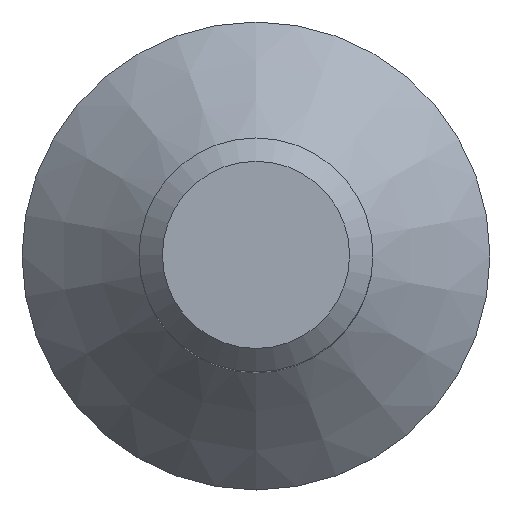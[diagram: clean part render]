
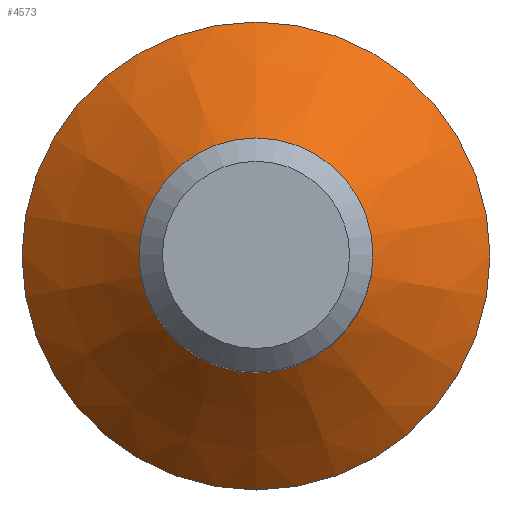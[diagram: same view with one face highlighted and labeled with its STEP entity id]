
A CAD part, top view. The second image highlights one B-rep face of the part: STEP entity #4573.
In plain terms, the highlighted conical face has half-angle 45 degrees and reference radius 6 mm.
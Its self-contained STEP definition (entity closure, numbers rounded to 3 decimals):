
#1334 = VERTEX_POINT ( 'NONE', #7418 ) ;
#2026 = CARTESIAN_POINT ( 'NONE',  ( 0., 0., 3.3 ) ) ;
#2387 = DIRECTION ( 'NONE',  ( 0., 1., 0. ) ) ;
#3113 = CIRCLE ( 'NONE', #6014, 3. ) ;
#3375 = ORIENTED_EDGE ( 'NONE', *, *, #6810, .F. ) ;
#3556 = EDGE_CURVE ( 'NONE', #1334, #1334, #3113, .T. ) ;
#4244 = DIRECTION ( 'NONE',  ( 0., 1., 0. ) ) ;
#4558 = DIRECTION ( 'NONE',  ( 0., 0., -1. ) ) ;
#4573 = ADVANCED_FACE ( 'NONE', ( #6284, #8783 ), #12495, .T. ) ;
#4688 = CARTESIAN_POINT ( 'NONE',  ( 0., 0., 0.3 ) ) ;
#6014 = AXIS2_PLACEMENT_3D ( 'NONE', #2026, #10022, #4244 ) ;
#6284 = FACE_OUTER_BOUND ( 'NONE', #10041, .T. ) ;
#6682 = EDGE_LOOP ( 'NONE', ( #8021 ) ) ;
#6762 = DIRECTION ( 'NONE',  ( 0., 0., -1. ) ) ;
#6810 = EDGE_CURVE ( 'NONE', #10567, #10567, #8767, .T. ) ;
#7418 = CARTESIAN_POINT ( 'NONE',  ( 0., 3., 3.3 ) ) ;
#8021 = ORIENTED_EDGE ( 'NONE', *, *, #3556, .T. ) ;
#8194 = CARTESIAN_POINT ( 'NONE',  ( 0., 0., 0.3 ) ) ;
#8224 = AXIS2_PLACEMENT_3D ( 'NONE', #4688, #6762, #14732 ) ;
#8655 = CARTESIAN_POINT ( 'NONE',  ( 0., 6., 0.3 ) ) ;
#8767 = CIRCLE ( 'NONE', #12488, 6. ) ;
#8783 = FACE_BOUND ( 'NONE', #6682, .T. ) ;
#10022 = DIRECTION ( 'NONE',  ( 0., 0., -1. ) ) ;
#10041 = EDGE_LOOP ( 'NONE', ( #3375 ) ) ;
#10567 = VERTEX_POINT ( 'NONE', #8655 ) ;
#12488 = AXIS2_PLACEMENT_3D ( 'NONE', #8194, #4558, #2387 ) ;
#12495 = CONICAL_SURFACE ( 'NONE', #8224, 6., 0.785 ) ;
#14732 = DIRECTION ( 'NONE',  ( 0., 1., 0. ) ) ;
